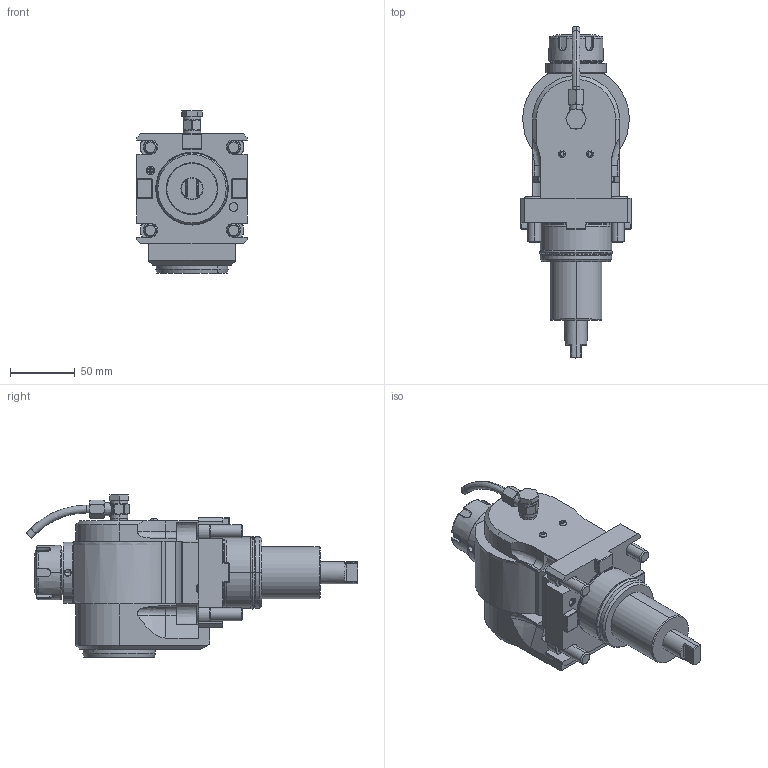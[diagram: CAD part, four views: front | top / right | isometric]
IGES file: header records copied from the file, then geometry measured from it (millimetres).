
Start section:  PTC IGES file: ngt2_55_501_25_2_do.igs
Global section: file name: ngt2_55_501_25_2_do.igs; native system: Pro/ENGINEER by Parametric Technology Corporation; preprocessor: 2010280; author: vali; organization: Unknown; date: 20230515.143013; units: millimetre
Bounding box: 85 x 255.67 x 124.9 mm (x, y, z)
Volume: 918953.4 mm3; surface area: 93821.6 mm2
Topology: 2 solids, 4 shells, 687 faces, 1707 edges, 1046 vertices
Faces by surface type: bspline 383, revolution 304
